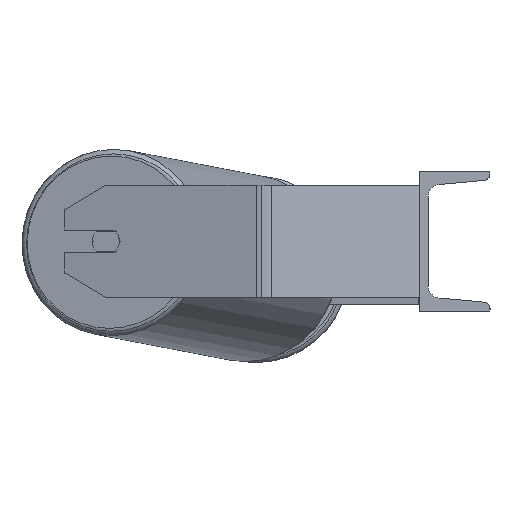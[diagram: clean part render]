
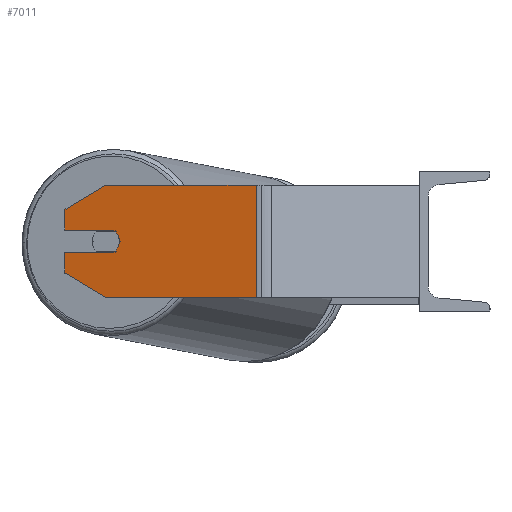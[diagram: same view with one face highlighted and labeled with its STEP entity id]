
A CAD part, left-side view. The second image highlights one B-rep face of the part: STEP entity #7011.
In plain terms, the highlighted planar face has unit normal (-0.966, 0.259, 0).
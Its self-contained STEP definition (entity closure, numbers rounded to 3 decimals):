
#44 = CARTESIAN_POINT ( 'NONE',  ( -598.796, 252.916, 22.679 ) ) ;
#107 = VERTEX_POINT ( 'NONE', #3357 ) ;
#228 = DIRECTION ( 'NONE',  ( 0.259, 0.966, 0. ) ) ;
#364 = DIRECTION ( 'NONE',  ( 0.966, -0.259, 0. ) ) ;
#590 = CARTESIAN_POINT ( 'NONE',  ( -635.292, 116.71, 40. ) ) ;
#625 = EDGE_CURVE ( 'NONE', #3799, #2794, #1059, .T. ) ;
#874 = VERTEX_POINT ( 'NONE', #5174 ) ;
#989 = CARTESIAN_POINT ( 'NONE',  ( -598.796, 252.916, 40. ) ) ;
#1059 = LINE ( 'NONE', #4711, #6553 ) ;
#1130 = CARTESIAN_POINT ( 'NONE',  ( -598.796, 252.916, -40. ) ) ;
#1427 = CARTESIAN_POINT ( 'NONE',  ( -598.796, 252.916, 40. ) ) ;
#1676 = ORIENTED_EDGE ( 'NONE', *, *, #4687, .F. ) ;
#1717 = VERTEX_POINT ( 'NONE', #4762 ) ;
#1768 = CARTESIAN_POINT ( 'NONE',  ( -606.56, 223.939, -40. ) ) ;
#1865 = VERTEX_POINT ( 'NONE', #2902 ) ;
#1873 = DIRECTION ( 'NONE',  ( -0.966, 0.259, 0. ) ) ;
#2071 = AXIS2_PLACEMENT_3D ( 'NONE', #4071, #2683, #9147 ) ;
#2184 = LINE ( 'NONE', #4924, #4343 ) ;
#2191 = CARTESIAN_POINT ( 'NONE',  ( -609.149, 214.279, 0. ) ) ;
#2457 = ORIENTED_EDGE ( 'NONE', *, *, #8551, .T. ) ;
#2536 = ORIENTED_EDGE ( 'NONE', *, *, #2641, .T. ) ;
#2565 = CARTESIAN_POINT ( 'NONE',  ( -606.56, 223.939, 0. ) ) ;
#2641 = EDGE_CURVE ( 'NONE', #1717, #2842, #2184, .T. ) ;
#2683 = DIRECTION ( 'NONE',  ( -0.966, 0.259, 0. ) ) ;
#2794 = VERTEX_POINT ( 'NONE', #7272 ) ;
#2842 = VERTEX_POINT ( 'NONE', #1768 ) ;
#2902 = CARTESIAN_POINT ( 'NONE',  ( -635.292, 116.71, -40. ) ) ;
#2925 = VERTEX_POINT ( 'NONE', #6124 ) ;
#3010 = ORIENTED_EDGE ( 'NONE', *, *, #7713, .F. ) ;
#3202 = DIRECTION ( 'NONE',  ( 0., 0., -1. ) ) ;
#3206 = LINE ( 'NONE', #1130, #6195 ) ;
#3357 = CARTESIAN_POINT ( 'NONE',  ( -598.796, 252.916, -8. ) ) ;
#3422 = DIRECTION ( 'NONE',  ( 0., 0., -1. ) ) ;
#3478 = EDGE_CURVE ( 'NONE', #4373, #2925, #6890, .T. ) ;
#3771 = ORIENTED_EDGE ( 'NONE', *, *, #4296, .F. ) ;
#3799 = VERTEX_POINT ( 'NONE', #7746 ) ;
#3807 = VECTOR ( 'NONE', #3202, 1000. ) ;
#3826 = CARTESIAN_POINT ( 'NONE',  ( -598.796, 252.916, 40. ) ) ;
#3992 = VECTOR ( 'NONE', #4298, 1000. ) ;
#3998 = VECTOR ( 'NONE', #4095, 1000. ) ;
#4005 = DIRECTION ( 'NONE',  ( -0.259, -0.966, 0. ) ) ;
#4046 = DIRECTION ( 'NONE',  ( -0.259, -0.966, 0. ) ) ;
#4071 = CARTESIAN_POINT ( 'NONE',  ( -606.56, 223.939, 0. ) ) ;
#4095 = DIRECTION ( 'NONE',  ( 0.259, 0.966, 0. ) ) ;
#4145 = CARTESIAN_POINT ( 'NONE',  ( -608.113, 218.143, -8. ) ) ;
#4254 = DIRECTION ( 'NONE',  ( -0.259, -0.966, 0. ) ) ;
#4296 = EDGE_CURVE ( 'NONE', #2925, #1865, #4804, .T. ) ;
#4298 = DIRECTION ( 'NONE',  ( 0.224, 0.837, -0.5 ) ) ;
#4324 = DIRECTION ( 'NONE',  ( -0.224, -0.837, -0.5 ) ) ;
#4343 = VECTOR ( 'NONE', #4324, 1000. ) ;
#4373 = VERTEX_POINT ( 'NONE', #7196 ) ;
#4687 = EDGE_CURVE ( 'NONE', #6158, #874, #8804, .T. ) ;
#4711 = CARTESIAN_POINT ( 'NONE',  ( -598.796, 252.916, 40. ) ) ;
#4762 = CARTESIAN_POINT ( 'NONE',  ( -598.796, 252.916, -22.679 ) ) ;
#4804 = LINE ( 'NONE', #590, #5969 ) ;
#4834 = EDGE_CURVE ( 'NONE', #107, #1717, #5944, .T. ) ;
#4884 = CARTESIAN_POINT ( 'NONE',  ( -598.796, 252.916, 8. ) ) ;
#4891 = VECTOR ( 'NONE', #4254, 1000. ) ;
#4924 = CARTESIAN_POINT ( 'NONE',  ( -606.56, 223.939, -40. ) ) ;
#5062 = ORIENTED_EDGE ( 'NONE', *, *, #3478, .F. ) ;
#5174 = CARTESIAN_POINT ( 'NONE',  ( -608.113, 218.143, 8. ) ) ;
#5410 = DIRECTION ( 'NONE',  ( 0., 0., -1. ) ) ;
#5488 = ORIENTED_EDGE ( 'NONE', *, *, #8415, .F. ) ;
#5626 = DIRECTION ( 'NONE',  ( -0.259, -0.966, 0. ) ) ;
#5944 = LINE ( 'NONE', #989, #3807 ) ;
#5969 = VECTOR ( 'NONE', #3422, 1000. ) ;
#6124 = CARTESIAN_POINT ( 'NONE',  ( -635.292, 116.71, 40. ) ) ;
#6158 = VERTEX_POINT ( 'NONE', #2191 ) ;
#6195 = VECTOR ( 'NONE', #4046, 1000. ) ;
#6246 = EDGE_CURVE ( 'NONE', #2842, #1865, #3206, .T. ) ;
#6283 = LINE ( 'NONE', #4884, #3998 ) ;
#6323 = LINE ( 'NONE', #4145, #8285 ) ;
#6553 = VECTOR ( 'NONE', #5410, 1000. ) ;
#6560 = LINE ( 'NONE', #44, #3992 ) ;
#6565 = FACE_OUTER_BOUND ( 'NONE', #8384, .T. ) ;
#6890 = LINE ( 'NONE', #1427, #4891 ) ;
#7011 = ADVANCED_FACE ( 'NONE', ( #6565 ), #8078, .F. ) ;
#7196 = CARTESIAN_POINT ( 'NONE',  ( -606.56, 223.939, 40. ) ) ;
#7236 = AXIS2_PLACEMENT_3D ( 'NONE', #3826, #364, #228 ) ;
#7265 = ORIENTED_EDGE ( 'NONE', *, *, #4834, .T. ) ;
#7272 = CARTESIAN_POINT ( 'NONE',  ( -598.796, 252.916, 8. ) ) ;
#7305 = CARTESIAN_POINT ( 'NONE',  ( -608.113, 218.143, -8. ) ) ;
#7596 = ORIENTED_EDGE ( 'NONE', *, *, #7689, .F. ) ;
#7689 = EDGE_CURVE ( 'NONE', #107, #8103, #6323, .T. ) ;
#7713 = EDGE_CURVE ( 'NONE', #874, #2794, #6283, .T. ) ;
#7746 = CARTESIAN_POINT ( 'NONE',  ( -598.796, 252.916, 22.679 ) ) ;
#8078 = PLANE ( 'NONE',  #7236 ) ;
#8103 = VERTEX_POINT ( 'NONE', #7305 ) ;
#8216 = AXIS2_PLACEMENT_3D ( 'NONE', #2565, #1873, #4005 ) ;
#8285 = VECTOR ( 'NONE', #5626, 1000. ) ;
#8384 = EDGE_LOOP ( 'NONE', ( #7265, #2536, #9013, #3771, #5062, #2457, #8939, #3010, #1676, #5488, #7596 ) ) ;
#8415 = EDGE_CURVE ( 'NONE', #8103, #6158, #8708, .T. ) ;
#8551 = EDGE_CURVE ( 'NONE', #4373, #3799, #6560, .T. ) ;
#8708 = CIRCLE ( 'NONE', #2071, 10. ) ;
#8804 = CIRCLE ( 'NONE', #8216, 10. ) ;
#8939 = ORIENTED_EDGE ( 'NONE', *, *, #625, .T. ) ;
#9013 = ORIENTED_EDGE ( 'NONE', *, *, #6246, .T. ) ;
#9147 = DIRECTION ( 'NONE',  ( -0.259, -0.966, 0. ) ) ;
